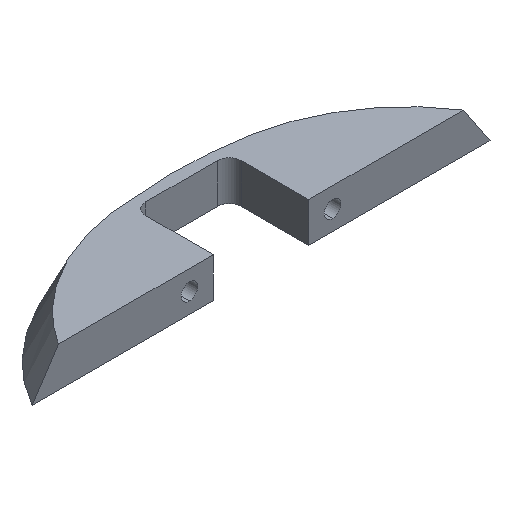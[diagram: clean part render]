
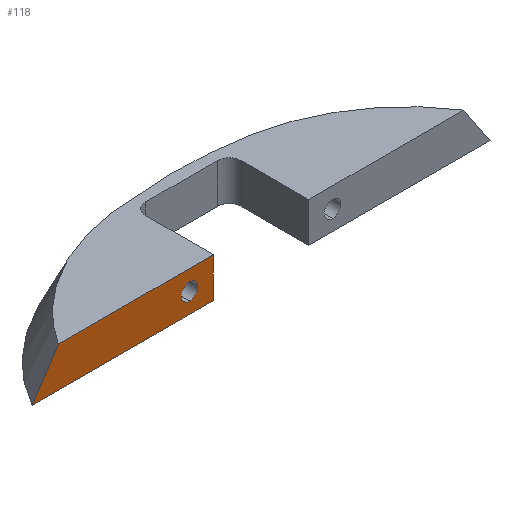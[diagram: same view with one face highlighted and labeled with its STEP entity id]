
A CAD part, isometric view. The second image highlights one B-rep face of the part: STEP entity #118.
In plain terms, the highlighted planar face has unit normal (0, -1, 0).
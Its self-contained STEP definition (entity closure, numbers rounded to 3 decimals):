
#5 = VERTEX_POINT ( 'NONE', #440 ) ;
#51 = VECTOR ( 'NONE', #1109, 1000. ) ;
#63 = DIRECTION ( 'NONE',  ( -1., 0., 0. ) ) ;
#73 = EDGE_CURVE ( 'NONE', #669, #5, #863, .T. ) ;
#108 = LINE ( 'NONE', #955, #390 ) ;
#118 = ADVANCED_FACE ( 'NONE', ( #648, #787 ), #397, .F. ) ;
#136 = EDGE_LOOP ( 'NONE', ( #275, #365, #916, #332 ) ) ;
#229 = ORIENTED_EDGE ( 'NONE', *, *, #1276, .F. ) ;
#275 = ORIENTED_EDGE ( 'NONE', *, *, #795, .T. ) ;
#290 = DIRECTION ( 'NONE',  ( 0., -1., 0. ) ) ;
#291 = EDGE_LOOP ( 'NONE', ( #948, #229 ) ) ;
#318 = VECTOR ( 'NONE', #63, 1000. ) ;
#332 = ORIENTED_EDGE ( 'NONE', *, *, #408, .F. ) ;
#349 = CARTESIAN_POINT ( 'NONE',  ( -18., 22., 307.1 ) ) ;
#365 = ORIENTED_EDGE ( 'NONE', *, *, #951, .T. ) ;
#383 = DIRECTION ( 'NONE',  ( 0., 0., -1. ) ) ;
#390 = VECTOR ( 'NONE', #1249, 1000. ) ;
#394 = VERTEX_POINT ( 'NONE', #930 ) ;
#397 = PLANE ( 'NONE',  #1126 ) ;
#408 = EDGE_CURVE ( 'NONE', #1107, #5, #108, .T. ) ;
#440 = CARTESIAN_POINT ( 'NONE',  ( -57.618, 22., 300. ) ) ;
#507 = CARTESIAN_POINT ( 'NONE',  ( -100., 22., 272.659 ) ) ;
#602 = DIRECTION ( 'NONE',  ( -1., 0., 0. ) ) ;
#648 = FACE_OUTER_BOUND ( 'NONE', #136, .T. ) ;
#669 = VERTEX_POINT ( 'NONE', #1189 ) ;
#671 = CARTESIAN_POINT ( 'NONE',  ( -18., 22., 305. ) ) ;
#681 = VERTEX_POINT ( 'NONE', #1193 ) ;
#690 = CARTESIAN_POINT ( 'NONE',  ( -57.618, 22., 300. ) ) ;
#701 = CARTESIAN_POINT ( 'NONE',  ( -51.001, 22., 310. ) ) ;
#773 = AXIS2_PLACEMENT_3D ( 'NONE', #671, #290, #383 ) ;
#778 = CARTESIAN_POINT ( 'NONE',  ( -12., 22., 300. ) ) ;
#786 = CIRCLE ( 'NONE', #1073, 2.1 ) ;
#787 = FACE_BOUND ( 'NONE', #291, .T. ) ;
#793 = CARTESIAN_POINT ( 'NONE',  ( -53.44, 22., 306.812 ) ) ;
#795 = EDGE_CURVE ( 'NONE', #1107, #681, #1232, .T. ) ;
#817 = VERTEX_POINT ( 'NONE', #349 ) ;
#863 = B_SPLINE_CURVE_WITH_KNOTS ( 'NONE', 3,
 ( #701, #793, #1183, #690 ),
 .UNSPECIFIED., .F., .F.,
 ( 4, 4 ),
 ( 0.002, 0.014 ),
 .UNSPECIFIED. ) ;
#882 = DIRECTION ( 'NONE',  ( 0., -1., 0. ) ) ;
#901 = CARTESIAN_POINT ( 'NONE',  ( -12., 22., 272.659 ) ) ;
#916 = ORIENTED_EDGE ( 'NONE', *, *, #73, .T. ) ;
#930 = CARTESIAN_POINT ( 'NONE',  ( -18., 22., 302.9 ) ) ;
#948 = ORIENTED_EDGE ( 'NONE', *, *, #1212, .F. ) ;
#951 = EDGE_CURVE ( 'NONE', #681, #669, #973, .T. ) ;
#955 = CARTESIAN_POINT ( 'NONE',  ( 0., 22., 300. ) ) ;
#973 = LINE ( 'NONE', #1223, #318 ) ;
#1026 = CIRCLE ( 'NONE', #773, 2.1 ) ;
#1073 = AXIS2_PLACEMENT_3D ( 'NONE', #1172, #882, #1271 ) ;
#1107 = VERTEX_POINT ( 'NONE', #778 ) ;
#1109 = DIRECTION ( 'NONE',  ( 0., 0., 1. ) ) ;
#1126 = AXIS2_PLACEMENT_3D ( 'NONE', #507, #1188, #602 ) ;
#1172 = CARTESIAN_POINT ( 'NONE',  ( -18., 22., 305. ) ) ;
#1183 = CARTESIAN_POINT ( 'NONE',  ( -55.633, 22., 303.47 ) ) ;
#1188 = DIRECTION ( 'NONE',  ( 0., 1., 0. ) ) ;
#1189 = CARTESIAN_POINT ( 'NONE',  ( -51.001, 22., 310. ) ) ;
#1193 = CARTESIAN_POINT ( 'NONE',  ( -12., 22., 310. ) ) ;
#1212 = EDGE_CURVE ( 'NONE', #394, #817, #786, .T. ) ;
#1223 = CARTESIAN_POINT ( 'NONE',  ( 0., 22., 310. ) ) ;
#1232 = LINE ( 'NONE', #901, #51 ) ;
#1249 = DIRECTION ( 'NONE',  ( -1., 0., 0. ) ) ;
#1271 = DIRECTION ( 'NONE',  ( 0., 0., -1. ) ) ;
#1276 = EDGE_CURVE ( 'NONE', #817, #394, #1026, .T. ) ;
